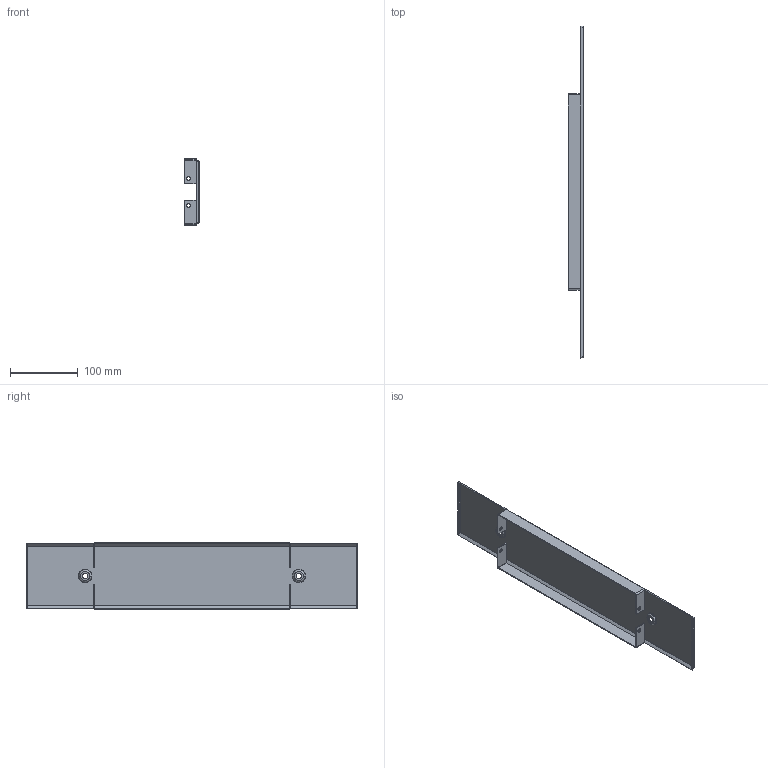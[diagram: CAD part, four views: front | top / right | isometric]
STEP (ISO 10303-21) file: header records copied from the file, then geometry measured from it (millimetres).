
FILE_DESCRIPTION(('CATIA V5 STEP Exchange'),'2;1');
FILE_NAME('ZN5000.stp','2013-11-19T16:17:51+00:00',('none'),('none'),'CATIA Version 5 Release 20 SP 6 (IN-10)','CATIA V5 STEP AP203','none');
FILE_SCHEMA(('CONFIG_CONTROL_DESIGN'));
Length unit declared in the file: millimetre
Products named in the file (1): 852558_906_00_FLANGIA_ZOCCOLO_L=0491_H=100_ESTETICO____3PA
Bounding box: 22.5 x 491 x 98.1 mm (x, y, z)
Volume: 93336.3 mm3; surface area: 126946.8 mm2
Topology: 1 solids, 1 shells, 108 faces, 282 edges, 172 vertices
Faces by surface type: cylinder 44, plane 40, torus 16, sphere 8
Entity records: 3348 total; most frequent: CARTESIAN_POINT 869, ORIENTED_EDGE 548, DIRECTION 403, EDGE_CURVE 274, AXIS2_PLACEMENT_3D 182, VERTEX_POINT 172, VECTOR 141, LINE 141
